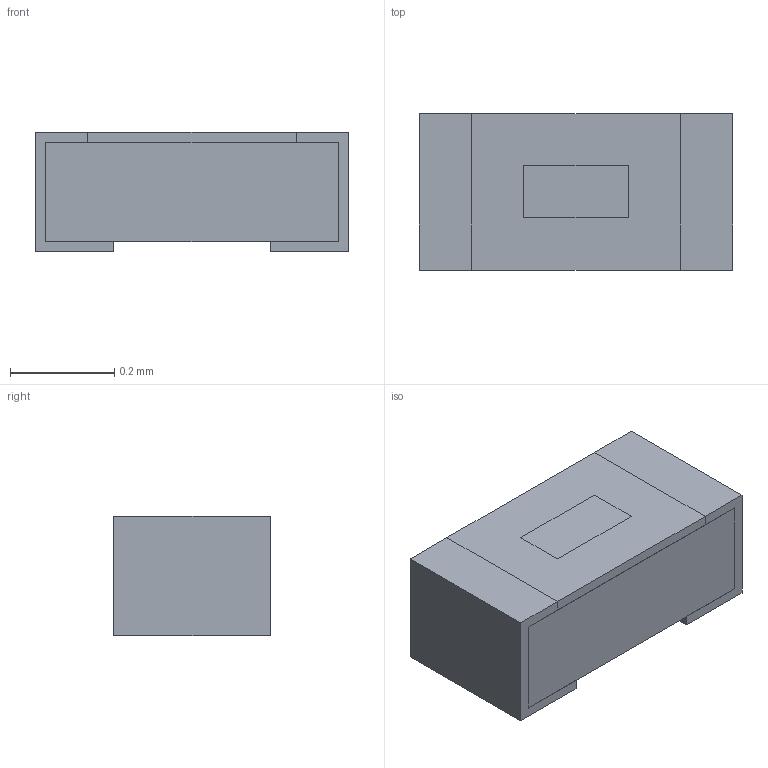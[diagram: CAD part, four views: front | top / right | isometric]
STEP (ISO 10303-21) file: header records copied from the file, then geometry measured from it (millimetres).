
FILE_DESCRIPTION( ( 'Unknown' ), '1' );
FILE_NAME( '0201_744900xxx.stp', 'Unknown', ( 'Unknown' ), ( 'Unknown' ), 'PSStep 17.0.49', 'Unknown', ' ' );
FILE_SCHEMA( ( 'AUTOMOTIVE_DESIGN { 1 0 10303 214 1 1 1 1 }' ) );
Length unit declared in the file: millimetre
Products named in the file (4): Assem1; Kern; Pin; Platte
Assembly tree (3 placements, depth 2):
  Assem1
    Kern
    Pin
    Platte
Bounding box: 0.6 x 0.3 x 0.23 mm (x, y, z)
Volume: 0 mm3; surface area: 1.6 mm2
Topology: 3 solids, 3 shells, 45 faces, 120 edges, 80 vertices
Faces by surface type: plane 45
Entity records: 1808 total; most frequent: CARTESIAN_POINT 249, ORIENTED_EDGE 240, DIRECTION 218, EDGE_CURVE 120, LINE 120, VECTOR 120, VERTEX_POINT 80, AXIS2_PLACEMENT_3D 49
